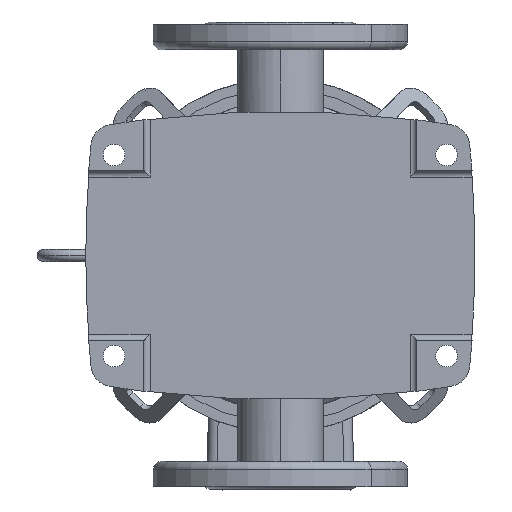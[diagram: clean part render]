
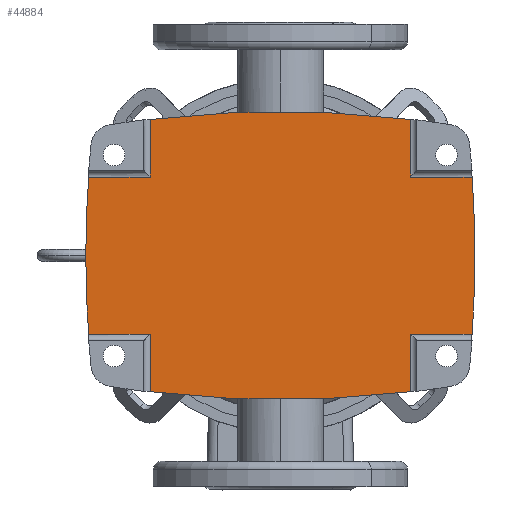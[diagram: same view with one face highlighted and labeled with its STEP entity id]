
A CAD part, front view. The second image highlights one B-rep face of the part: STEP entity #44884.
In plain terms, the highlighted planar face has unit normal (0, -1, 0).
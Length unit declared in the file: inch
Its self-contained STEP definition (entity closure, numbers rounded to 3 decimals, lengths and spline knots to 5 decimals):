
#301 = CARTESIAN_POINT ( 'NONE',  ( -1.99928, 0.19685, 4.87898 ) ) ;
#607 = DIRECTION ( 'NONE',  ( 0., 0., 1. ) ) ;
#852 = LINE ( 'NONE', #22792, #13447 ) ;
#2491 = CIRCLE ( 'NONE', #58611, 28.05268 ) ;
#69859 = CARTESIAN_POINT ( 'NONE',  ( 0., 0.19685, 4.95031 ) ) ;
#3396 = CARTESIAN_POINT ( 'NONE',  ( -1.99928, 0.19685, -6.87992 ) ) ;
#3465 = DIRECTION ( 'NONE',  ( 0., 1., 0. ) ) ;
#3751 = CARTESIAN_POINT ( 'NONE',  ( 1.99928, 0.19685, -3.31346 ) ) ;
#4007 = VECTOR ( 'NONE', #12954, 39.37008 ) ;
#4656 = CARTESIAN_POINT ( 'NONE',  ( 1.99928, 0.19685, 3.31346 ) ) ;
#4982 = ORIENTED_EDGE ( 'NONE', *, *, #36843, .F. ) ;
#5599 = VERTEX_POINT ( 'NONE', #3751 ) ;
#5723 = CARTESIAN_POINT ( 'NONE',  ( 1.99928, 0.19685, -6.87992 ) ) ;
#6336 = AXIS2_PLACEMENT_3D ( 'NONE', #3396, #62683, #30713 ) ;
#6457 = DIRECTION ( 'NONE',  ( 1., 0., 0. ) ) ;
#7389 = ORIENTED_EDGE ( 'NONE', *, *, #28552, .T. ) ;
#8519 = DIRECTION ( 'NONE',  ( 1., 0., 0. ) ) ;
#8635 = AXIS2_PLACEMENT_3D ( 'NONE', #48386, #38275, #53831 ) ;
#10092 = ORIENTED_EDGE ( 'NONE', *, *, #40974, .T. ) ;
#10596 = VECTOR ( 'NONE', #8519, 39.37008 ) ;
#11481 = ORIENTED_EDGE ( 'NONE', *, *, #50268, .T. ) ;
#11720 = VERTEX_POINT ( 'NONE', #24687 ) ;
#12178 = EDGE_CURVE ( 'NONE', #37259, #61849, #36340, .T. ) ;
#12307 = CARTESIAN_POINT ( 'NONE',  ( -1.99928, 0.19685, 3.31346 ) ) ;
#12954 = DIRECTION ( 'NONE',  ( 1., 0., 0. ) ) ;
#13339 = CARTESIAN_POINT ( 'NONE',  ( -1.99928, 0.19685, -6.87992 ) ) ;
#13447 = VECTOR ( 'NONE', #60414, 39.37008 ) ;
#13583 = EDGE_CURVE ( 'NONE', #55371, #39164, #61767, .T. ) ;
#13619 = DIRECTION ( 'NONE',  ( 0., 0., 1. ) ) ;
#13983 = PLANE ( 'NONE',  #6336 ) ;
#14266 = CARTESIAN_POINT ( 'NONE',  ( 0., 0.19685, 23.10236 ) ) ;
#15437 = VECTOR ( 'NONE', #43831, 39.37008 ) ;
#16761 = CARTESIAN_POINT ( 'NONE',  ( -3.46496, 0.19685, -3.31346 ) ) ;
#16980 = CARTESIAN_POINT ( 'NONE',  ( -4.59646, 0.19685, -3.31346 ) ) ;
#17276 = CARTESIAN_POINT ( 'NONE',  ( 1.99928, 0.19685, -6.87992 ) ) ;
#17917 = ORIENTED_EDGE ( 'NONE', *, *, #49950, .F. ) ;
#18036 = AXIS2_PLACEMENT_3D ( 'NONE', #14266, #19919, #19443 ) ;
#18042 = DIRECTION ( 'NONE',  ( 0., 0., 1. ) ) ;
#18424 = DIRECTION ( 'NONE',  ( 0., 0., 1. ) ) ;
#19443 = DIRECTION ( 'NONE',  ( 0., 0., 1. ) ) ;
#19919 = DIRECTION ( 'NONE',  ( 0., 1., 0. ) ) ;
#20299 = CIRCLE ( 'NONE', #18036, 28.05268 ) ;
#20596 = CARTESIAN_POINT ( 'NONE',  ( 1.99928, 0.19685, 4.87898 ) ) ;
#21310 = VECTOR ( 'NONE', #6457, 39.37008 ) ;
#22329 = LINE ( 'NONE', #28042, #10596 ) ;
#22792 = CARTESIAN_POINT ( 'NONE',  ( -4.59646, 0.19685, -3.31346 ) ) ;
#23563 = VERTEX_POINT ( 'NONE', #12307 ) ;
#24687 = CARTESIAN_POINT ( 'NONE',  ( -1.99928, 0.19685, -4.87898 ) ) ;
#25121 = EDGE_CURVE ( 'NONE', #23563, #53574, #35425, .T. ) ;
#25244 = EDGE_CURVE ( 'NONE', #61849, #11720, #20299, .T. ) ;
#27256 = ORIENTED_EDGE ( 'NONE', *, *, #53585, .T. ) ;
#28024 = EDGE_CURVE ( 'NONE', #11720, #66819, #53075, .T. ) ;
#28042 = CARTESIAN_POINT ( 'NONE',  ( -4.59646, 0.19685, 3.31346 ) ) ;
#28050 = DIRECTION ( 'NONE',  ( 0., -1., 0. ) ) ;
#28287 = CARTESIAN_POINT ( 'NONE',  ( 0., 0.19685, -23.10236 ) ) ;
#28552 = EDGE_CURVE ( 'NONE', #32231, #53574, #2491, .T. ) ;
#29387 = ORIENTED_EDGE ( 'NONE', *, *, #46959, .T. ) ;
#30713 = DIRECTION ( 'NONE',  ( 0., 0., 1. ) ) ;
#30786 = CARTESIAN_POINT ( 'NONE',  ( 0., 0.19685, 23.10236 ) ) ;
#32231 = VERTEX_POINT ( 'NONE', #69859 ) ;
#32881 = CARTESIAN_POINT ( 'NONE',  ( 1.99928, 0.19685, -4.87898 ) ) ;
#33659 = DIRECTION ( 'NONE',  ( 0., -1., 0. ) ) ;
#33981 = VERTEX_POINT ( 'NONE', #52672 ) ;
#35031 = CARTESIAN_POINT ( 'NONE',  ( -23.10236, 0.19685, 0. ) ) ;
#35412 = ORIENTED_EDGE ( 'NONE', *, *, #25244, .F. ) ;
#35425 = LINE ( 'NONE', #13339, #47243 ) ;
#35532 = CARTESIAN_POINT ( 'NONE',  ( -1.99928, 0.19685, -3.31346 ) ) ;
#36340 = CIRCLE ( 'NONE', #39344, 28.05268 ) ;
#36843 = EDGE_CURVE ( 'NONE', #33981, #23563, #54525, .T. ) ;
#37259 = VERTEX_POINT ( 'NONE', #32881 ) ;
#37572 = ORIENTED_EDGE ( 'NONE', *, *, #25121, .F. ) ;
#37667 = CIRCLE ( 'NONE', #8635, 26.77315 ) ;
#38206 = LINE ( 'NONE', #5723, #15437 ) ;
#38275 = DIRECTION ( 'NONE',  ( 0., -1., 0. ) ) ;
#39164 = VERTEX_POINT ( 'NONE', #20596 ) ;
#39344 = AXIS2_PLACEMENT_3D ( 'NONE', #30786, #3465, #40658 ) ;
#39391 = CARTESIAN_POINT ( 'NONE',  ( -1.99928, 0.19685, -6.87992 ) ) ;
#39924 = VECTOR ( 'NONE', #607, 39.37008 ) ;
#40658 = DIRECTION ( 'NONE',  ( 0., 0., 1. ) ) ;
#40974 = EDGE_CURVE ( 'NONE', #39164, #32231, #53907, .T. ) ;
#41343 = EDGE_CURVE ( 'NONE', #5599, #47639, #852, .T. ) ;
#43831 = DIRECTION ( 'NONE',  ( 0., 0., 1. ) ) ;
#44026 = DIRECTION ( 'NONE',  ( 0., 0., 1. ) ) ;
#44463 = AXIS2_PLACEMENT_3D ( 'NONE', #28287, #28050, #65661 ) ;
#44884 = ADVANCED_FACE ( 'NONE', ( #57714 ), #13983, .F. ) ;
#44960 = CARTESIAN_POINT ( 'NONE',  ( -4.59646, 0.19685, 3.31346 ) ) ;
#45310 = EDGE_CURVE ( 'NONE', #55371, #68385, #22329, .T. ) ;
#46959 = EDGE_CURVE ( 'NONE', #63032, #66819, #65031, .T. ) ;
#47243 = VECTOR ( 'NONE', #18042, 39.37008 ) ;
#47639 = VERTEX_POINT ( 'NONE', #55072 ) ;
#48386 = CARTESIAN_POINT ( 'NONE',  ( 23.10236, 0.19685, 0. ) ) ;
#49555 = ORIENTED_EDGE ( 'NONE', *, *, #28024, .F. ) ;
#49950 = EDGE_CURVE ( 'NONE', #68385, #47639, #52080, .T. ) ;
#50126 = CARTESIAN_POINT ( 'NONE',  ( 0., 0.19685, -23.10236 ) ) ;
#50268 = EDGE_CURVE ( 'NONE', #33981, #63032, #37667, .T. ) ;
#52016 = ORIENTED_EDGE ( 'NONE', *, *, #12178, .F. ) ;
#52080 = CIRCLE ( 'NONE', #58169, 26.77315 ) ;
#52672 = CARTESIAN_POINT ( 'NONE',  ( -3.46496, 0.19685, 3.31346 ) ) ;
#53075 = LINE ( 'NONE', #39391, #66535 ) ;
#53574 = VERTEX_POINT ( 'NONE', #301 ) ;
#53585 = EDGE_CURVE ( 'NONE', #37259, #5599, #38206, .T. ) ;
#53831 = DIRECTION ( 'NONE',  ( 0., 0., 1. ) ) ;
#53907 = CIRCLE ( 'NONE', #44463, 28.05268 ) ;
#54525 = LINE ( 'NONE', #44960, #4007 ) ;
#54789 = ORIENTED_EDGE ( 'NONE', *, *, #45310, .F. ) ;
#55072 = CARTESIAN_POINT ( 'NONE',  ( 3.46496, 0.19685, -3.31346 ) ) ;
#55371 = VERTEX_POINT ( 'NONE', #4656 ) ;
#55782 = DIRECTION ( 'NONE',  ( 0., 1., 0. ) ) ;
#56816 = ORIENTED_EDGE ( 'NONE', *, *, #13583, .T. ) ;
#57610 = CARTESIAN_POINT ( 'NONE',  ( 0., 0.19685, -4.95031 ) ) ;
#57714 = FACE_OUTER_BOUND ( 'NONE', #66438, .T. ) ;
#58169 = AXIS2_PLACEMENT_3D ( 'NONE', #35031, #55782, #13619 ) ;
#58611 = AXIS2_PLACEMENT_3D ( 'NONE', #50126, #33659, #44026 ) ;
#60414 = DIRECTION ( 'NONE',  ( 1., 0., 0. ) ) ;
#61767 = LINE ( 'NONE', #17276, #39924 ) ;
#61849 = VERTEX_POINT ( 'NONE', #57610 ) ;
#62683 = DIRECTION ( 'NONE',  ( 0., 1., 0. ) ) ;
#63032 = VERTEX_POINT ( 'NONE', #16761 ) ;
#64388 = ORIENTED_EDGE ( 'NONE', *, *, #41343, .T. ) ;
#65031 = LINE ( 'NONE', #16980, #21310 ) ;
#65661 = DIRECTION ( 'NONE',  ( 0., 0., 1. ) ) ;
#66438 = EDGE_LOOP ( 'NONE', ( #37572, #4982, #11481, #29387, #49555, #35412, #52016, #27256, #64388, #17917, #54789, #56816, #10092, #7389 ) ) ;
#66535 = VECTOR ( 'NONE', #18424, 39.37008 ) ;
#66819 = VERTEX_POINT ( 'NONE', #35532 ) ;
#67146 = CARTESIAN_POINT ( 'NONE',  ( 3.46496, 0.19685, 3.31346 ) ) ;
#68385 = VERTEX_POINT ( 'NONE', #67146 ) ;
